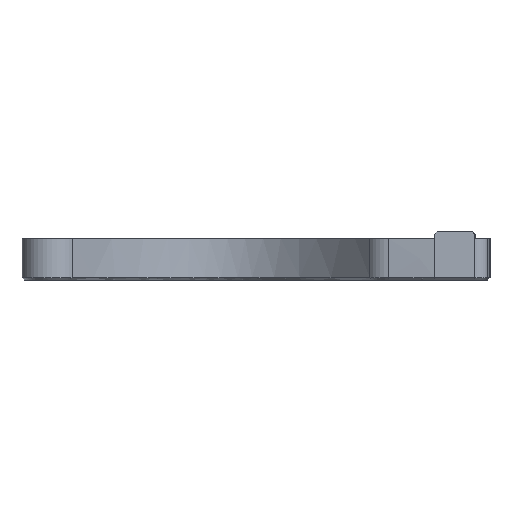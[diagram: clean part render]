
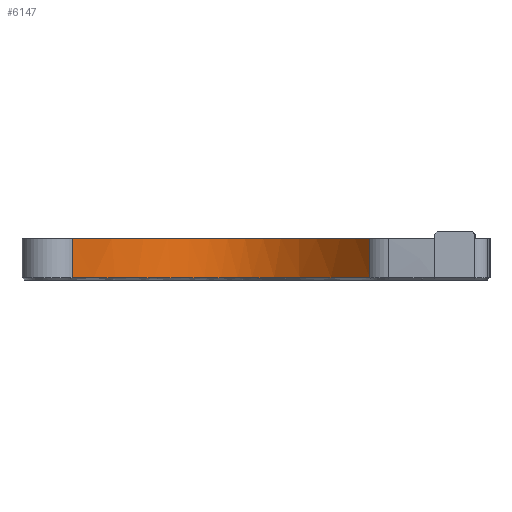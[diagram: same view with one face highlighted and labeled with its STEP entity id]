
A CAD part, front view. The second image highlights one B-rep face of the part: STEP entity #6147.
In plain terms, the highlighted free-form (B-spline) face has degree [2, 1] with [3, 2] control points.
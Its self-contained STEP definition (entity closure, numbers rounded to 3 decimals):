
#296=B_SPLINE_CURVE_WITH_KNOTS('',3,(#10854,#10855,#10856,#10857,#10858,
#10859,#10860),.UNSPECIFIED.,.F.,.F.,(4,1,1,1,4),(-2.,-1.714,
-1.571,-1.286,-1.),.UNSPECIFIED.);
#311=B_SPLINE_CURVE_WITH_KNOTS('',3,(#11194,#11195,#11196,#11197),
 .UNSPECIFIED.,.F.,.F.,(4,4),(0.,5.27),.UNSPECIFIED.);
#401=B_SPLINE_SURFACE_WITH_KNOTS('',2,1,((#11186,#11187),(#11188,#11189),
(#11190,#11191)),.UNSPECIFIED.,.F.,.F.,.F.,(3,3),(2,2),(-2.,-1.),(0.,1.05),
 .UNSPECIFIED.);
#623=FACE_OUTER_BOUND('',#1013,.T.);
#1013=EDGE_LOOP('',(#4813,#4814,#4815,#4816));
#1599=LINE('',#11184,#2229);
#1600=LINE('',#11193,#2230);
#2229=VECTOR('',#7436,10.);
#2230=VECTOR('',#7439,10.);
#2833=VERTEX_POINT('',#10821);
#2834=VERTEX_POINT('',#10852);
#2865=VERTEX_POINT('',#11183);
#2866=VERTEX_POINT('',#11192);
#3514=EDGE_CURVE('',#2833,#2834,#296,.T.);
#3572=EDGE_CURVE('',#2834,#2865,#1599,.T.);
#3574=EDGE_CURVE('',#2833,#2866,#1600,.T.);
#3575=EDGE_CURVE('',#2865,#2866,#311,.T.);
#4813=ORIENTED_EDGE('',*,*,#3514,.F.);
#4814=ORIENTED_EDGE('',*,*,#3574,.T.);
#4815=ORIENTED_EDGE('',*,*,#3575,.F.);
#4816=ORIENTED_EDGE('',*,*,#3572,.F.);
#6147=ADVANCED_FACE('',(#623),#401,.F.);
#7436=DIRECTION('',(0.,0.,1.));
#7439=DIRECTION('',(0.,0.,1.));
#10821=CARTESIAN_POINT('',(22.663,-26.792,0.4));
#10852=CARTESIAN_POINT('',(-20.086,-26.819,0.4));
#10854=CARTESIAN_POINT('Ctrl Pts',(22.663,-26.792,0.4));
#10855=CARTESIAN_POINT('Ctrl Pts',(18.628,-21.402,0.4));
#10856=CARTESIAN_POINT('Ctrl Pts',(12.56,-15.627,0.4));
#10857=CARTESIAN_POINT('Ctrl Pts',(2.408,-11.781,0.4));
#10858=CARTESIAN_POINT('Ctrl Pts',(-7.783,-13.713,
0.4));
#10859=CARTESIAN_POINT('Ctrl Pts',(-15.978,-21.423,0.4));
#10860=CARTESIAN_POINT('Ctrl Pts',(-20.086,-26.819,
0.4));
#11183=CARTESIAN_POINT('',(-20.086,-26.819,6.));
#11184=CARTESIAN_POINT('',(-20.086,-26.819,0.));
#11186=CARTESIAN_POINT('Ctrl Pts',(22.663,-26.792,0.));
#11187=CARTESIAN_POINT('Ctrl Pts',(22.663,-26.792,10.5));
#11188=CARTESIAN_POINT('Ctrl Pts',(1.481,1.51,0.));
#11189=CARTESIAN_POINT('Ctrl Pts',(1.481,1.51,10.5));
#11190=CARTESIAN_POINT('Ctrl Pts',(-20.086,-26.819,
0.));
#11191=CARTESIAN_POINT('Ctrl Pts',(-20.086,-26.819,
10.5));
#11192=CARTESIAN_POINT('',(22.663,-26.792,6.));
#11193=CARTESIAN_POINT('',(22.663,-26.792,0.));
#11194=CARTESIAN_POINT('Ctrl Pts',(-20.086,-26.819,
6.));
#11195=CARTESIAN_POINT('Ctrl Pts',(-5.708,-7.933,6.));
#11196=CARTESIAN_POINT('Ctrl Pts',(8.541,-7.924,6.));
#11197=CARTESIAN_POINT('Ctrl Pts',(22.663,-26.792,6.));
